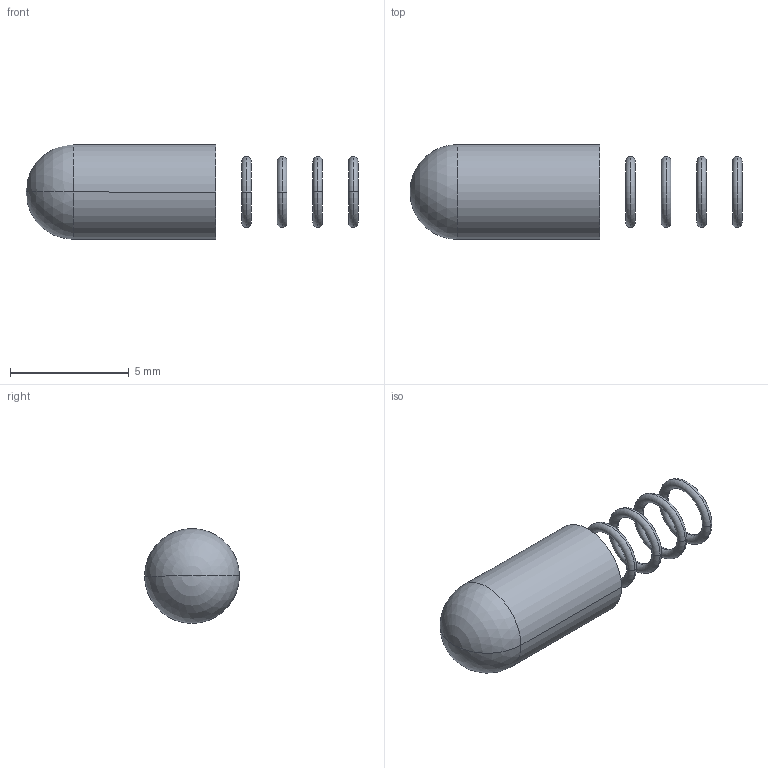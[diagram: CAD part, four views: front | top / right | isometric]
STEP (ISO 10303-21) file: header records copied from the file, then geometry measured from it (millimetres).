
FILE_DESCRIPTION(('STEP AP214'),'1');
FILE_NAME(' ',' ',('TraceParts'),('TraceParts S.A.'),'XStep 1.0',' ',' ');
FILE_SCHEMA(('automotive_design'));
Length unit declared in the file: millimetre
Products named in the file (5): 1; 2; 3; 4; 5
Bounding box: 14 x 4 x 4 mm (x, y, z)
Volume: 46.8 mm3; surface area: 217.8 mm2
Topology: 5 solids, 5 shells, 25 faces, 52 edges, 26 vertices
Faces by surface type: torus 16, cylinder 4, sphere 4, plane 1
Entity records: 1344 total; most frequent: DIRECTION 152, STYLED_ITEM 104, PRESENTATION_STYLE_ASSIGNMENT 104, CARTESIAN_POINT 104, COLOUR_RGB 104, ORIENTED_EDGE 96, AXIS2_PLACEMENT_3D 74, EDGE_CURVE 48
